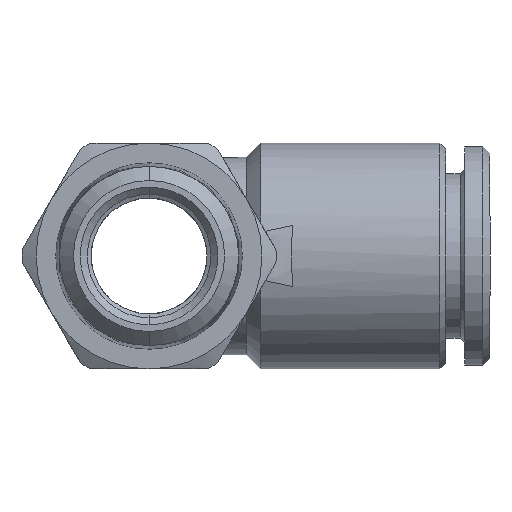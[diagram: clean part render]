
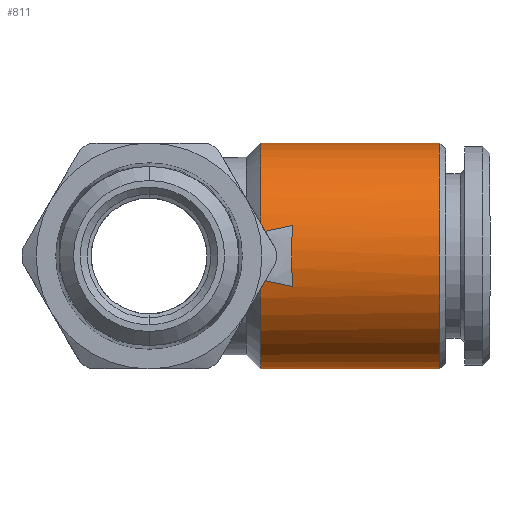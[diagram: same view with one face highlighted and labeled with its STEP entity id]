
A CAD part, front view. The second image highlights one B-rep face of the part: STEP entity #811.
In plain terms, the highlighted cylindrical face has radius 8 mm (diameter 16 mm), a partial arc.
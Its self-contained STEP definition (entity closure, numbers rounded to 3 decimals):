
#214 = DIRECTION ( 'NONE',  ( -1., 0., 0. ) ) ;
#215 = CARTESIAN_POINT ( 'NONE',  ( 7.9, 0., 0. ) ) ;
#216 = AXIS2_PLACEMENT_3D ( 'NONE', #215, #214, #227 ) ;
#217 = CIRCLE ( 'NONE', #216, 8. ) ;
#225 = FACE_OUTER_BOUND ( 'NONE', #812, .T. ) ;
#227 = DIRECTION ( 'NONE',  ( 0., 0., 1. ) ) ;
#266 = CARTESIAN_POINT ( 'NONE',  ( 0., 0., 0. ) ) ;
#278 = DIRECTION ( 'NONE',  ( -1., 0., 0. ) ) ;
#282 = CYLINDRICAL_SURFACE ( 'NONE', #301, 8. ) ;
#283 = DIRECTION ( 'NONE',  ( 0., 0., 1. ) ) ;
#301 = AXIS2_PLACEMENT_3D ( 'NONE', #266, #278, #283 ) ;
#362 =( BOUNDED_CURVE ( )  B_SPLINE_CURVE ( 3, ( #365, #364, #363, #377 ),
 .UNSPECIFIED., .F., .T. ) 
 B_SPLINE_CURVE_WITH_KNOTS ( ( 4, 4 ),
 ( 4.439, 4.501 ),
 .UNSPECIFIED. ) 
 CURVE ( )  GEOMETRIC_REPRESENTATION_ITEM ( )  RATIONAL_B_SPLINE_CURVE ( ( 1., 1., 1., 1. ) ) 
 REPRESENTATION_ITEM ( '' )  );
#363 = CARTESIAN_POINT ( 'NONE',  ( 8.662, -7.787, -1.841 ) ) ;
#364 = CARTESIAN_POINT ( 'NONE',  ( 9.42, -7.747, -2.002 ) ) ;
#365 = CARTESIAN_POINT ( 'NONE',  ( 10.17, -7.702, -2.162 ) ) ;
#377 = CARTESIAN_POINT ( 'NONE',  ( 7.9, -7.822, -1.679 ) ) ;
#525 = VERTEX_POINT ( 'NONE', #1778 ) ;
#552 = EDGE_CURVE ( 'NONE', #605, #676, #1713, .T. ) ;
#582 = EDGE_CURVE ( 'NONE', #599, #589, #1737, .T. ) ;
#583 = EDGE_CURVE ( 'NONE', #525, #605, #1733, .T. ) ;
#589 = VERTEX_POINT ( 'NONE', #1724 ) ;
#599 = VERTEX_POINT ( 'NONE', #1650 ) ;
#605 = VERTEX_POINT ( 'NONE', #1648 ) ;
#676 = VERTEX_POINT ( 'NONE', #1900 ) ;
#736 = ORIENTED_EDGE ( 'NONE', *, *, #737, .F. ) ;
#737 = EDGE_CURVE ( 'NONE', #2078, #872, #2183, .T. ) ;
#738 = ORIENTED_EDGE ( 'NONE', *, *, #2075, .F. ) ;
#745 = EDGE_CURVE ( 'NONE', #525, #599, #2112, .T. ) ;
#809 = EDGE_CURVE ( 'NONE', #872, #589, #217, .T. ) ;
#811 = ADVANCED_FACE ( 'NONE', ( #225 ), #282, .T. ) ;
#812 = EDGE_LOOP ( 'NONE', ( #813, #814, #870, #871, #736, #738, #898, #900 ) ) ;
#813 = ORIENTED_EDGE ( 'NONE', *, *, #583, .F. ) ;
#814 = ORIENTED_EDGE ( 'NONE', *, *, #745, .T. ) ;
#870 = ORIENTED_EDGE ( 'NONE', *, *, #582, .T. ) ;
#871 = ORIENTED_EDGE ( 'NONE', *, *, #809, .F. ) ;
#872 = VERTEX_POINT ( 'NONE', #3624 ) ;
#898 = ORIENTED_EDGE ( 'NONE', *, *, #899, .T. ) ;
#899 = EDGE_CURVE ( 'NONE', #2070, #676, #362, .T. ) ;
#900 = ORIENTED_EDGE ( 'NONE', *, *, #552, .F. ) ;
#1648 = CARTESIAN_POINT ( 'NONE',  ( 7.9, 0., -8. ) ) ;
#1650 = CARTESIAN_POINT ( 'NONE',  ( 20.6, 0., 8. ) ) ;
#1710 = DIRECTION ( 'NONE',  ( 0., 0., 1. ) ) ;
#1711 = DIRECTION ( 'NONE',  ( -1., 0., 0. ) ) ;
#1712 = AXIS2_PLACEMENT_3D ( 'NONE', #1760, #1711, #1710 ) ;
#1713 = CIRCLE ( 'NONE', #1712, 8. ) ;
#1724 = CARTESIAN_POINT ( 'NONE',  ( 7.9, 0., 8. ) ) ;
#1730 = DIRECTION ( 'NONE',  ( -1., 0., 0. ) ) ;
#1731 = VECTOR ( 'NONE', #1730, 1000. ) ;
#1732 = CARTESIAN_POINT ( 'NONE',  ( 0., 0., -8. ) ) ;
#1733 = LINE ( 'NONE', #1732, #1731 ) ;
#1734 = DIRECTION ( 'NONE',  ( -1., 0., 0. ) ) ;
#1735 = VECTOR ( 'NONE', #1734, 1000. ) ;
#1736 = CARTESIAN_POINT ( 'NONE',  ( 0., 0., 8. ) ) ;
#1737 = LINE ( 'NONE', #1736, #1735 ) ;
#1760 = CARTESIAN_POINT ( 'NONE',  ( 7.9, 0., 0. ) ) ;
#1778 = CARTESIAN_POINT ( 'NONE',  ( 20.6, 0., -8. ) ) ;
#1900 = CARTESIAN_POINT ( 'NONE',  ( 7.9, -7.822, -1.679 ) ) ;
#2070 = VERTEX_POINT ( 'NONE', #3167 ) ;
#2075 = EDGE_CURVE ( 'NONE', #2070, #2078, #3144, .T. ) ;
#2078 = VERTEX_POINT ( 'NONE', #3205 ) ;
#2109 = DIRECTION ( 'NONE',  ( 0., 0., 1. ) ) ;
#2110 = DIRECTION ( 'NONE',  ( -1., 0., 0. ) ) ;
#2111 = AXIS2_PLACEMENT_3D ( 'NONE', #2124, #2110, #2109 ) ;
#2112 = CIRCLE ( 'NONE', #2111, 8. ) ;
#2124 = CARTESIAN_POINT ( 'NONE',  ( 20.6, 0., 0. ) ) ;
#2131 = CARTESIAN_POINT ( 'NONE',  ( 7.9, -7.822, 1.679 ) ) ;
#2132 = CARTESIAN_POINT ( 'NONE',  ( 8.662, -7.787, 1.841 ) ) ;
#2133 = CARTESIAN_POINT ( 'NONE',  ( 9.42, -7.747, 2.002 ) ) ;
#2134 = CARTESIAN_POINT ( 'NONE',  ( 10.17, -7.702, 2.162 ) ) ;
#2183 =( BOUNDED_CURVE ( )  B_SPLINE_CURVE ( 3, ( #2134, #2133, #2132, #2131 ),
 .UNSPECIFIED., .F., .T. ) 
 B_SPLINE_CURVE_WITH_KNOTS ( ( 4, 4 ),
 ( 4.439, 4.501 ),
 .UNSPECIFIED. ) 
 CURVE ( )  GEOMETRIC_REPRESENTATION_ITEM ( )  RATIONAL_B_SPLINE_CURVE ( ( 1., 1., 1., 1. ) ) 
 REPRESENTATION_ITEM ( '' )  );
#2667 = CARTESIAN_POINT ( 'NONE',  ( 10.17, -7.702, 2.162 ) ) ;
#3137 = CARTESIAN_POINT ( 'NONE',  ( 10.17, -7.702, -2.162 ) ) ;
#3144 = B_SPLINE_CURVE_WITH_KNOTS ( 'NONE', 3,
 ( #3137, #3158, #3157, #3156, #3155, #3154, #3153, #2667 ),
 .UNSPECIFIED., .F., .F.,
 ( 4, 2, 2, 4 ),
 ( 0.001, 0.002, 0.003, 0.005 ),
 .UNSPECIFIED. ) ;
#3153 = CARTESIAN_POINT ( 'NONE',  ( 10.118, -7.9, 1.456 ) ) ;
#3154 = CARTESIAN_POINT ( 'NONE',  ( 10.1, -8., 0.736 ) ) ;
#3155 = CARTESIAN_POINT ( 'NONE',  ( 10.1, -8., -0.366 ) ) ;
#3156 = CARTESIAN_POINT ( 'NONE',  ( 10.105, -7.975, -0.734 ) ) ;
#3157 = CARTESIAN_POINT ( 'NONE',  ( 10.127, -7.875, -1.455 ) ) ;
#3158 = CARTESIAN_POINT ( 'NONE',  ( 10.144, -7.801, -1.811 ) ) ;
#3167 = CARTESIAN_POINT ( 'NONE',  ( 10.17, -7.702, -2.162 ) ) ;
#3205 = CARTESIAN_POINT ( 'NONE',  ( 10.17, -7.702, 2.162 ) ) ;
#3624 = CARTESIAN_POINT ( 'NONE',  ( 7.9, -7.822, 1.679 ) ) ;
